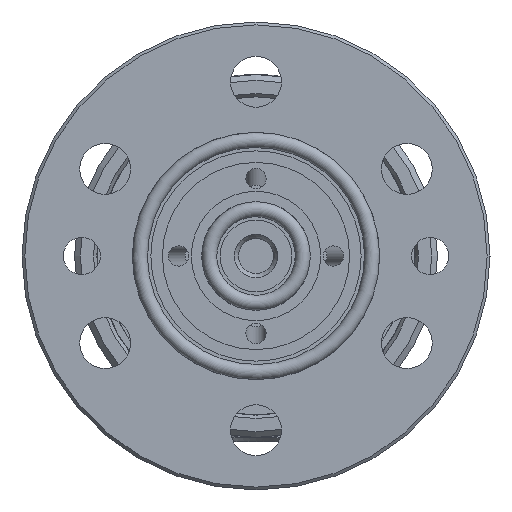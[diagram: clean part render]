
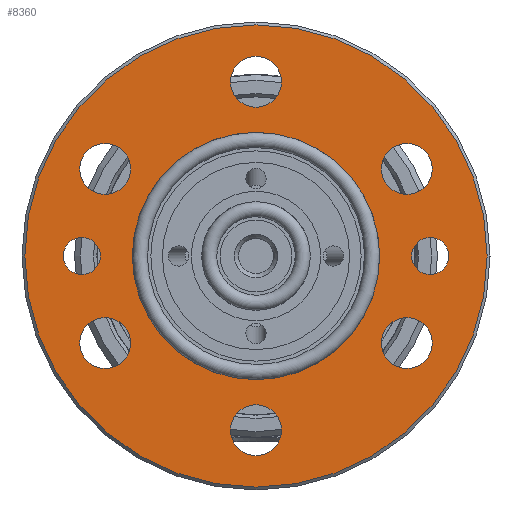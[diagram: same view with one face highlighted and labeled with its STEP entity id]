
A CAD part, left-side view. The second image highlights one B-rep face of the part: STEP entity #8360.
In plain terms, the highlighted planar face has unit normal (-1, 0, 0).
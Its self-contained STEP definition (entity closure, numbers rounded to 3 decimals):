
#438=FACE_BOUND('',#2686,.T.);
#439=FACE_BOUND('',#2687,.T.);
#440=FACE_BOUND('',#2688,.T.);
#441=FACE_BOUND('',#2689,.T.);
#442=FACE_BOUND('',#2690,.T.);
#443=FACE_BOUND('',#2691,.T.);
#444=FACE_BOUND('',#2692,.T.);
#445=FACE_BOUND('',#2693,.T.);
#446=FACE_BOUND('',#2694,.T.);
#530=PLANE('',#9037);
#864=CIRCLE('',#8984,40.);
#882=CIRCLE('',#9008,4.4);
#883=CIRCLE('',#9010,4.4);
#884=CIRCLE('',#9012,4.4);
#885=CIRCLE('',#9014,4.4);
#886=CIRCLE('',#9016,4.4);
#887=CIRCLE('',#9018,4.4);
#888=CIRCLE('',#9020,3.2);
#889=CIRCLE('',#9022,3.2);
#898=CIRCLE('',#9038,21.4);
#2175=FACE_OUTER_BOUND('',#2685,.T.);
#2685=EDGE_LOOP('',(#6104));
#2686=EDGE_LOOP('',(#6105));
#2687=EDGE_LOOP('',(#6106));
#2688=EDGE_LOOP('',(#6107));
#2689=EDGE_LOOP('',(#6108));
#2690=EDGE_LOOP('',(#6109));
#2691=EDGE_LOOP('',(#6110));
#2692=EDGE_LOOP('',(#6111));
#2693=EDGE_LOOP('',(#6112));
#2694=EDGE_LOOP('',(#6113));
#3571=VERTEX_POINT('',#12678);
#3588=VERTEX_POINT('',#12723);
#3589=VERTEX_POINT('',#12727);
#3590=VERTEX_POINT('',#12731);
#3591=VERTEX_POINT('',#12735);
#3592=VERTEX_POINT('',#12739);
#3593=VERTEX_POINT('',#12743);
#3594=VERTEX_POINT('',#12747);
#3595=VERTEX_POINT('',#12751);
#3604=VERTEX_POINT('',#12780);
#4514=EDGE_CURVE('',#3571,#3571,#864,.T.);
#4535=EDGE_CURVE('',#3588,#3588,#882,.T.);
#4537=EDGE_CURVE('',#3589,#3589,#883,.T.);
#4539=EDGE_CURVE('',#3590,#3590,#884,.T.);
#4541=EDGE_CURVE('',#3591,#3591,#885,.T.);
#4543=EDGE_CURVE('',#3592,#3592,#886,.T.);
#4545=EDGE_CURVE('',#3593,#3593,#887,.T.);
#4547=EDGE_CURVE('',#3594,#3594,#888,.T.);
#4549=EDGE_CURVE('',#3595,#3595,#889,.T.);
#4562=EDGE_CURVE('',#3604,#3604,#898,.T.);
#6104=ORIENTED_EDGE('',*,*,#4514,.F.);
#6105=ORIENTED_EDGE('',*,*,#4549,.T.);
#6106=ORIENTED_EDGE('',*,*,#4547,.T.);
#6107=ORIENTED_EDGE('',*,*,#4545,.T.);
#6108=ORIENTED_EDGE('',*,*,#4543,.T.);
#6109=ORIENTED_EDGE('',*,*,#4541,.T.);
#6110=ORIENTED_EDGE('',*,*,#4539,.T.);
#6111=ORIENTED_EDGE('',*,*,#4537,.T.);
#6112=ORIENTED_EDGE('',*,*,#4535,.T.);
#6113=ORIENTED_EDGE('',*,*,#4562,.T.);
#8360=ADVANCED_FACE('',(#2175,#438,#439,#440,#441,#442,#443,#444,#445,#446),
#530,.T.);
#8984=AXIS2_PLACEMENT_3D('',#12680,#10162,#10163);
#9008=AXIS2_PLACEMENT_3D('',#12724,#10213,#10214);
#9010=AXIS2_PLACEMENT_3D('',#12728,#10218,#10219);
#9012=AXIS2_PLACEMENT_3D('',#12732,#10223,#10224);
#9014=AXIS2_PLACEMENT_3D('',#12736,#10228,#10229);
#9016=AXIS2_PLACEMENT_3D('',#12740,#10233,#10234);
#9018=AXIS2_PLACEMENT_3D('',#12744,#10238,#10239);
#9020=AXIS2_PLACEMENT_3D('',#12748,#10243,#10244);
#9022=AXIS2_PLACEMENT_3D('',#12752,#10248,#10249);
#9037=AXIS2_PLACEMENT_3D('',#12779,#10282,#10283);
#9038=AXIS2_PLACEMENT_3D('',#12781,#10284,#10285);
#10162=DIRECTION('center_axis',(1.,0.,0.));
#10163=DIRECTION('ref_axis',(0.,-1.,0.));
#10213=DIRECTION('center_axis',(1.,0.,0.));
#10214=DIRECTION('ref_axis',(0.,0.,-1.));
#10218=DIRECTION('center_axis',(1.,0.,0.));
#10219=DIRECTION('ref_axis',(0.,0.866,-0.5));
#10223=DIRECTION('center_axis',(1.,0.,0.));
#10224=DIRECTION('ref_axis',(0.,0.866,0.5));
#10228=DIRECTION('center_axis',(1.,0.,0.));
#10229=DIRECTION('ref_axis',(0.,0.,1.));
#10233=DIRECTION('center_axis',(1.,0.,0.));
#10234=DIRECTION('ref_axis',(0.,-0.866,0.5));
#10238=DIRECTION('center_axis',(1.,0.,0.));
#10239=DIRECTION('ref_axis',(0.,-0.866,-0.5));
#10243=DIRECTION('center_axis',(1.,0.,0.));
#10244=DIRECTION('ref_axis',(0.,0.,-1.));
#10248=DIRECTION('center_axis',(1.,0.,0.));
#10249=DIRECTION('ref_axis',(0.,0.,-1.));
#10282=DIRECTION('center_axis',(-1.,0.,0.));
#10283=DIRECTION('ref_axis',(0.,0.,1.));
#10284=DIRECTION('center_axis',(1.,0.,0.));
#10285=DIRECTION('ref_axis',(0.,0.,-1.));
#12678=CARTESIAN_POINT('',(0.,40.,0.));
#12680=CARTESIAN_POINT('Origin',(0.,0.,0.));
#12723=CARTESIAN_POINT('',(0.,0.,34.55));
#12724=CARTESIAN_POINT('Origin',(0.,0.,30.15));
#12727=CARTESIAN_POINT('',(0.,-29.921,17.275));
#12728=CARTESIAN_POINT('Origin',(0.,-26.111,15.075));
#12731=CARTESIAN_POINT('',(0.,-29.921,-17.275));
#12732=CARTESIAN_POINT('Origin',(0.,-26.111,-15.075));
#12735=CARTESIAN_POINT('',(0.,0.,-34.55));
#12736=CARTESIAN_POINT('Origin',(0.,0.,-30.15));
#12739=CARTESIAN_POINT('',(0.,29.921,-17.275));
#12740=CARTESIAN_POINT('Origin',(0.,26.111,-15.075));
#12743=CARTESIAN_POINT('',(0.,29.921,17.275));
#12744=CARTESIAN_POINT('Origin',(0.,26.111,15.075));
#12747=CARTESIAN_POINT('',(0.,30.15,3.2));
#12748=CARTESIAN_POINT('Origin',(0.,30.15,0.));
#12751=CARTESIAN_POINT('',(0.,-30.15,3.2));
#12752=CARTESIAN_POINT('Origin',(0.,-30.15,0.));
#12779=CARTESIAN_POINT('Origin',(0.,20.25,0.));
#12780=CARTESIAN_POINT('',(0.,0.,21.4));
#12781=CARTESIAN_POINT('Origin',(0.,0.,0.));
